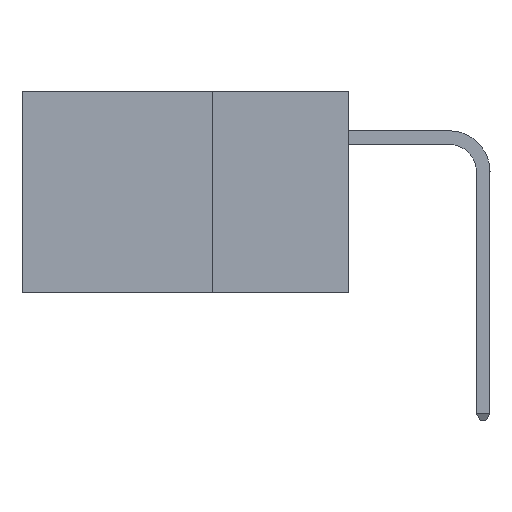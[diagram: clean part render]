
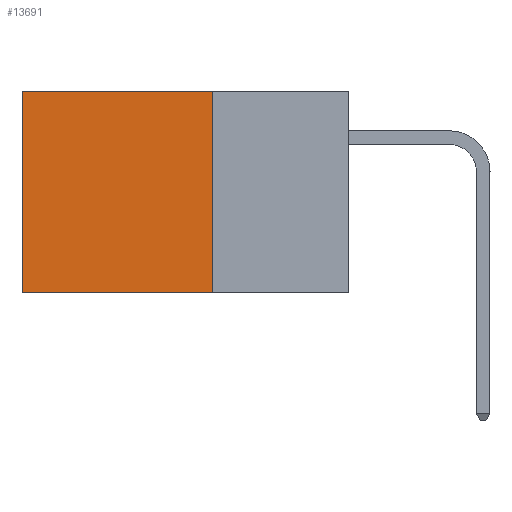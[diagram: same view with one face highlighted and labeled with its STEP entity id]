
A CAD part, left-side view. The second image highlights one B-rep face of the part: STEP entity #13691.
In plain terms, the highlighted planar face has unit normal (-1, 0, 0).
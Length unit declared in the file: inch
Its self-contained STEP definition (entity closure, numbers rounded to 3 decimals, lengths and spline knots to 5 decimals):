
#1124 = VECTOR ( 'NONE', #44008, 39.37008 ) ;
#1157 = ORIENTED_EDGE ( 'NONE', *, *, #34387, .F. ) ;
#1786 = EDGE_LOOP ( 'NONE', ( #11997, #1157, #48166, #26119 ) ) ;
#3003 = AXIS2_PLACEMENT_3D ( 'NONE', #26465, #34135, #11820 ) ;
#3284 = DIRECTION ( 'NONE',  ( 0., 1., 0. ) ) ;
#4325 = PLANE ( 'NONE',  #3003 ) ;
#6396 = DIRECTION ( 'NONE',  ( 0., 0., -1. ) ) ;
#7782 = VERTEX_POINT ( 'NONE', #44865 ) ;
#11080 = LINE ( 'NONE', #40239, #1124 ) ;
#11820 = DIRECTION ( 'NONE',  ( 0., 0., -1. ) ) ;
#11997 = ORIENTED_EDGE ( 'NONE', *, *, #30409, .T. ) ;
#13691 = ADVANCED_FACE ( 'NONE', ( #43184 ), #4325, .F. ) ;
#14079 = VERTEX_POINT ( 'NONE', #44569 ) ;
#16067 = CARTESIAN_POINT ( 'NONE',  ( 0.2875, 0.25, 0. ) ) ;
#16797 = VECTOR ( 'NONE', #48151, 39.37008 ) ;
#18131 = CARTESIAN_POINT ( 'NONE',  ( 0.2875, 0.25, 0. ) ) ;
#20098 = VECTOR ( 'NONE', #6396, 39.37008 ) ;
#20468 = VECTOR ( 'NONE', #3284, 39.37008 ) ;
#20933 = VERTEX_POINT ( 'NONE', #16067 ) ;
#24275 = CARTESIAN_POINT ( 'NONE',  ( 0.2875, 0.6, -0.37 ) ) ;
#26119 = ORIENTED_EDGE ( 'NONE', *, *, #29823, .T. ) ;
#26465 = CARTESIAN_POINT ( 'NONE',  ( 0.2875, 0.25, 0. ) ) ;
#29823 = EDGE_CURVE ( 'NONE', #20933, #14079, #30369, .T. ) ;
#29996 = LINE ( 'NONE', #39776, #20098 ) ;
#30369 = LINE ( 'NONE', #18131, #20468 ) ;
#30409 = EDGE_CURVE ( 'NONE', #14079, #32838, #11080, .T. ) ;
#32838 = VERTEX_POINT ( 'NONE', #24275 ) ;
#34135 = DIRECTION ( 'NONE',  ( 1., 0., 0. ) ) ;
#34387 = EDGE_CURVE ( 'NONE', #7782, #32838, #37763, .T. ) ;
#37763 = LINE ( 'NONE', #44393, #16797 ) ;
#39776 = CARTESIAN_POINT ( 'NONE',  ( 0.2875, 0.25, 0. ) ) ;
#40239 = CARTESIAN_POINT ( 'NONE',  ( 0.2875, 0.6, 0. ) ) ;
#43184 = FACE_OUTER_BOUND ( 'NONE', #1786, .T. ) ;
#44008 = DIRECTION ( 'NONE',  ( 0., 0., -1. ) ) ;
#44393 = CARTESIAN_POINT ( 'NONE',  ( 0.2875, 0.25, -0.37 ) ) ;
#44569 = CARTESIAN_POINT ( 'NONE',  ( 0.2875, 0.6, 0. ) ) ;
#44865 = CARTESIAN_POINT ( 'NONE',  ( 0.2875, 0.25, -0.37 ) ) ;
#45822 = EDGE_CURVE ( 'NONE', #20933, #7782, #29996, .T. ) ;
#48151 = DIRECTION ( 'NONE',  ( 0., 1., 0. ) ) ;
#48166 = ORIENTED_EDGE ( 'NONE', *, *, #45822, .F. ) ;
